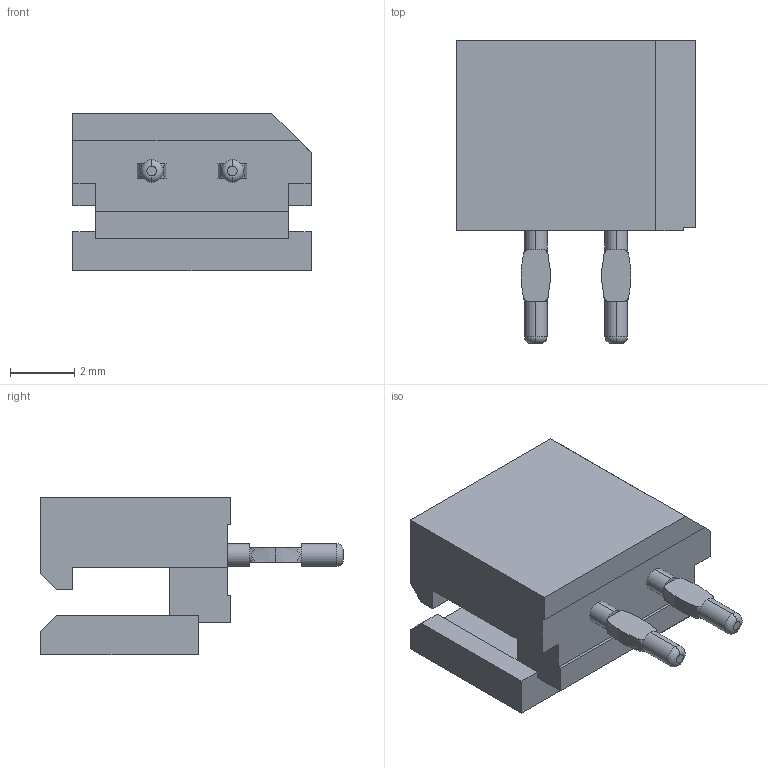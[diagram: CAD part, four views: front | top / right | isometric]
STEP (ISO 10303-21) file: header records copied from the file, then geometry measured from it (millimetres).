
FILE_DESCRIPTION (( 'STEP AP214' ), '1' );
FILE_NAME ('5267-02A-X.STEP', '2024-02-29T04:14:08', ( '' ), ( '' ), 'SwSTEP 2.0', 'SolidWorks 2021', '' );
FILE_SCHEMA (( 'AUTOMOTIVE_DESIGN' ));
Length unit declared in the file: millimetre
Products named in the file (1): 5267-02A-X
Bounding box: 7.4 x 9.4 x 4.9 mm (x, y, z)
Volume: 113.4 mm3; surface area: 318.4 mm2
Topology: 3 solids, 3 shells, 104 faces, 272 edges, 158 vertices
Faces by surface type: plane 62, cylinder 18, bspline 16, torus 8
Entity records: 3802 total; most frequent: CARTESIAN_POINT 807, ORIENTED_EDGE 512, DIRECTION 478, EDGE_CURVE 256, AXIS2_PLACEMENT_3D 165, VERTEX_POINT 158, LINE 148, VECTOR 148
